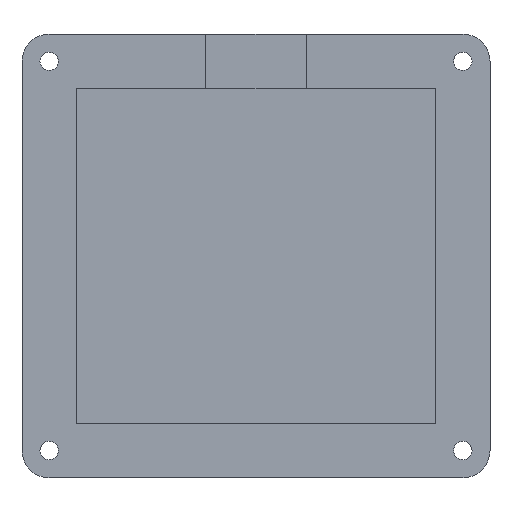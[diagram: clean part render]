
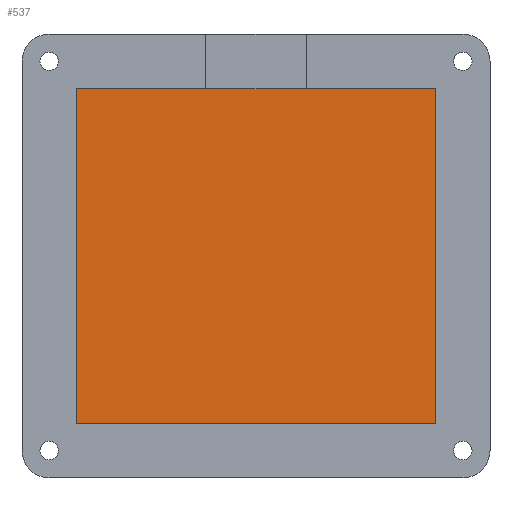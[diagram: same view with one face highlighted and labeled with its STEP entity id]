
A CAD part, top view. The second image highlights one B-rep face of the part: STEP entity #537.
In plain terms, the highlighted planar face has unit normal (0, 0, 1).
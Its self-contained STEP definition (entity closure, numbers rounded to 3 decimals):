
#43=PLANE('',#602);
#69=FACE_OUTER_BOUND('',#103,.T.);
#103=EDGE_LOOP('',(#465,#466,#467,#468));
#152=LINE('',#869,#200);
#154=LINE('',#874,#202);
#157=LINE('',#878,#205);
#162=LINE('',#904,#210);
#200=VECTOR('',#698,10.);
#202=VECTOR('',#702,10.);
#205=VECTOR('',#707,10.);
#210=VECTOR('',#738,10.);
#273=VERTEX_POINT('',#866);
#274=VERTEX_POINT('',#868);
#275=VERTEX_POINT('',#872);
#276=VERTEX_POINT('',#873);
#332=EDGE_CURVE('',#274,#273,#152,.T.);
#334=EDGE_CURVE('',#275,#276,#154,.T.);
#337=EDGE_CURVE('',#273,#275,#157,.T.);
#350=EDGE_CURVE('',#276,#274,#162,.T.);
#465=ORIENTED_EDGE('',*,*,#337,.T.);
#466=ORIENTED_EDGE('',*,*,#334,.T.);
#467=ORIENTED_EDGE('',*,*,#350,.T.);
#468=ORIENTED_EDGE('',*,*,#332,.T.);
#537=ADVANCED_FACE('',(#69),#43,.T.);
#602=AXIS2_PLACEMENT_3D('',#909,#745,#746);
#698=DIRECTION('',(-1.,0.,0.));
#702=DIRECTION('',(1.,0.,0.));
#707=DIRECTION('',(0.,-1.,0.));
#738=DIRECTION('',(0.,1.,0.));
#745=DIRECTION('center_axis',(0.,0.,1.));
#746=DIRECTION('ref_axis',(1.,0.,0.));
#866=CARTESIAN_POINT('',(-32.243,32.063,3.));
#868=CARTESIAN_POINT('',(33.957,32.063,3.));
#869=CARTESIAN_POINT('',(-32.243,32.063,3.));
#872=CARTESIAN_POINT('',(-32.243,-29.637,3.));
#873=CARTESIAN_POINT('',(33.957,-29.637,3.));
#874=CARTESIAN_POINT('',(33.957,-29.637,3.));
#878=CARTESIAN_POINT('',(-32.243,-29.637,3.));
#904=CARTESIAN_POINT('',(33.957,32.063,3.));
#909=CARTESIAN_POINT('Origin',(0.857,1.213,3.));
